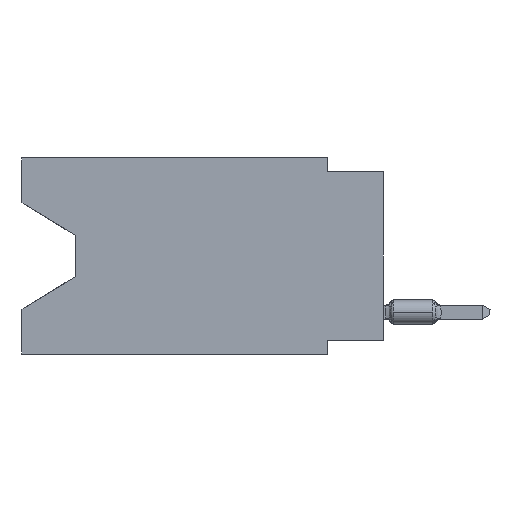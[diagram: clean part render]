
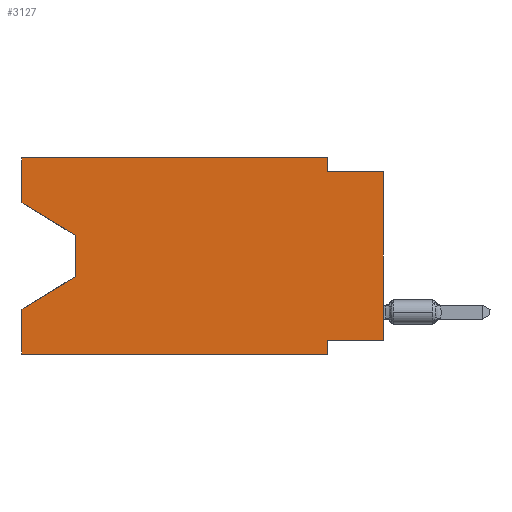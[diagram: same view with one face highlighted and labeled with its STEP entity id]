
A CAD part, left-side view. The second image highlights one B-rep face of the part: STEP entity #3127.
In plain terms, the highlighted planar face has unit normal (-1, 0, 0).
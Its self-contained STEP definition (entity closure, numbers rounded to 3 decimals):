
#57 = CARTESIAN_POINT ( 'NONE',  ( 0., 0., -0.635 ) ) ;
#1149 = EDGE_CURVE ( 'NONE', #34770, #42000, #43933, .T. ) ;
#1712 = VERTEX_POINT ( 'NONE', #3169 ) ;
#1910 = ORIENTED_EDGE ( 'NONE', *, *, #1149, .F. ) ;
#2148 = CARTESIAN_POINT ( 'NONE',  ( 0., 0., -8.255 ) ) ;
#2977 = DIRECTION ( 'NONE',  ( 1., 0., 0. ) ) ;
#3127 = ADVANCED_FACE ( 'NONE', ( #41815 ), #24148, .F. ) ;
#3169 = CARTESIAN_POINT ( 'NONE',  ( 0., 2.54, -0.635 ) ) ;
#3283 = EDGE_CURVE ( 'NONE', #5575, #1712, #31235, .T. ) ;
#4983 = VECTOR ( 'NONE', #15911, 1000. ) ;
#5575 = VERTEX_POINT ( 'NONE', #17246 ) ;
#5691 = CARTESIAN_POINT ( 'NONE',  ( 0., 16.383, 0. ) ) ;
#6261 = EDGE_CURVE ( 'NONE', #34268, #37291, #45614, .T. ) ;
#6267 = DIRECTION ( 'NONE',  ( 0., -1., 0. ) ) ;
#6856 = LINE ( 'NONE', #28246, #44580 ) ;
#6993 = ORIENTED_EDGE ( 'NONE', *, *, #11631, .T. ) ;
#6999 = DIRECTION ( 'NONE',  ( 0., 1., 0. ) ) ;
#7298 = ORIENTED_EDGE ( 'NONE', *, *, #6261, .T. ) ;
#7542 = ORIENTED_EDGE ( 'NONE', *, *, #38097, .F. ) ;
#8520 = VECTOR ( 'NONE', #28857, 1000. ) ;
#10059 = DIRECTION ( 'NONE',  ( 0., 0., -1. ) ) ;
#10068 = CARTESIAN_POINT ( 'NONE',  ( 0., 0., 0. ) ) ;
#11631 = EDGE_CURVE ( 'NONE', #15406, #34460, #31606, .T. ) ;
#13024 = VERTEX_POINT ( 'NONE', #45705 ) ;
#13609 = VERTEX_POINT ( 'NONE', #32424 ) ;
#13939 = CARTESIAN_POINT ( 'NONE',  ( 0., 16.383, -8.89 ) ) ;
#13953 = VECTOR ( 'NONE', #39749, 1000. ) ;
#14454 = ORIENTED_EDGE ( 'NONE', *, *, #34287, .F. ) ;
#15406 = VERTEX_POINT ( 'NONE', #32529 ) ;
#15541 = VECTOR ( 'NONE', #19902, 1000. ) ;
#15839 = ORIENTED_EDGE ( 'NONE', *, *, #3283, .F. ) ;
#15846 = DIRECTION ( 'NONE',  ( 0., 0., -1. ) ) ;
#15883 = EDGE_CURVE ( 'NONE', #13609, #16151, #32345, .T. ) ;
#15911 = DIRECTION ( 'NONE',  ( 0., 0., -1. ) ) ;
#16131 = ORIENTED_EDGE ( 'NONE', *, *, #27595, .F. ) ;
#16132 = LINE ( 'NONE', #22645, #4983 ) ;
#16151 = VERTEX_POINT ( 'NONE', #33955 ) ;
#16949 = ORIENTED_EDGE ( 'NONE', *, *, #29957, .F. ) ;
#17024 = CARTESIAN_POINT ( 'NONE',  ( 0., 0., -8.255 ) ) ;
#17142 = ORIENTED_EDGE ( 'NONE', *, *, #15883, .T. ) ;
#17246 = CARTESIAN_POINT ( 'NONE',  ( 0., 2.54, 0. ) ) ;
#18438 = VECTOR ( 'NONE', #26320, 1000. ) ;
#18633 = ORIENTED_EDGE ( 'NONE', *, *, #42188, .F. ) ;
#18889 = CARTESIAN_POINT ( 'NONE',  ( 0., 16.383, -2.038 ) ) ;
#19131 = LINE ( 'NONE', #33316, #18438 ) ;
#19902 = DIRECTION ( 'NONE',  ( 0., -1., 0. ) ) ;
#20260 = LINE ( 'NONE', #34654, #23098 ) ;
#20739 = CARTESIAN_POINT ( 'NONE',  ( 0., 13.97, -5.385 ) ) ;
#22645 = CARTESIAN_POINT ( 'NONE',  ( 0., 2.54, -8.89 ) ) ;
#23098 = VECTOR ( 'NONE', #15846, 1000. ) ;
#24148 = PLANE ( 'NONE',  #40738 ) ;
#24778 = VERTEX_POINT ( 'NONE', #43168 ) ;
#26320 = DIRECTION ( 'NONE',  ( 0., 0., 1. ) ) ;
#27595 = EDGE_CURVE ( 'NONE', #34268, #24778, #31650, .T. ) ;
#28246 = CARTESIAN_POINT ( 'NONE',  ( 0., 16.383, -2.038 ) ) ;
#28857 = DIRECTION ( 'NONE',  ( 0., 0.855, -0.519 ) ) ;
#29957 = EDGE_CURVE ( 'NONE', #42000, #5575, #33638, .T. ) ;
#30308 = DIRECTION ( 'NONE',  ( 0., 0., -1. ) ) ;
#31175 = EDGE_LOOP ( 'NONE', ( #44883, #38174, #17142, #7542, #6993, #14454, #16131, #7298, #18633, #15839, #16949, #1910 ) ) ;
#31235 = LINE ( 'NONE', #34729, #33457 ) ;
#31329 = EDGE_CURVE ( 'NONE', #34770, #13024, #6856, .T. ) ;
#31606 = LINE ( 'NONE', #13939, #39195 ) ;
#31650 = LINE ( 'NONE', #17024, #45174 ) ;
#31824 = VECTOR ( 'NONE', #39599, 1000. ) ;
#31937 = LINE ( 'NONE', #57, #31824 ) ;
#31949 = EDGE_CURVE ( 'NONE', #13024, #13609, #20260, .T. ) ;
#32345 = LINE ( 'NONE', #20739, #8520 ) ;
#32424 = CARTESIAN_POINT ( 'NONE',  ( 0., 13.97, -5.385 ) ) ;
#32529 = CARTESIAN_POINT ( 'NONE',  ( 0., 16.383, -8.89 ) ) ;
#33316 = CARTESIAN_POINT ( 'NONE',  ( 0., 16.383, 0. ) ) ;
#33457 = VECTOR ( 'NONE', #10059, 1000. ) ;
#33497 = CARTESIAN_POINT ( 'NONE',  ( 0., 16.383, 0. ) ) ;
#33638 = LINE ( 'NONE', #5691, #15541 ) ;
#33955 = CARTESIAN_POINT ( 'NONE',  ( 0., 16.383, -6.852 ) ) ;
#34268 = VERTEX_POINT ( 'NONE', #2148 ) ;
#34287 = EDGE_CURVE ( 'NONE', #24778, #34460, #16132, .T. ) ;
#34460 = VERTEX_POINT ( 'NONE', #42368 ) ;
#34654 = CARTESIAN_POINT ( 'NONE',  ( 0., 13.97, -3.505 ) ) ;
#34729 = CARTESIAN_POINT ( 'NONE',  ( 0., 2.54, 0. ) ) ;
#34770 = VERTEX_POINT ( 'NONE', #18889 ) ;
#34844 = CARTESIAN_POINT ( 'NONE',  ( 0., 16.383, 0. ) ) ;
#35213 = CARTESIAN_POINT ( 'NONE',  ( 0., 16.383, 0. ) ) ;
#37291 = VERTEX_POINT ( 'NONE', #39977 ) ;
#38097 = EDGE_CURVE ( 'NONE', #15406, #16151, #19131, .T. ) ;
#38174 = ORIENTED_EDGE ( 'NONE', *, *, #31949, .T. ) ;
#39195 = VECTOR ( 'NONE', #6267, 1000. ) ;
#39599 = DIRECTION ( 'NONE',  ( 0., -1., 0. ) ) ;
#39749 = DIRECTION ( 'NONE',  ( 0., 0., 1. ) ) ;
#39977 = CARTESIAN_POINT ( 'NONE',  ( 0., 0., -0.635 ) ) ;
#40738 = AXIS2_PLACEMENT_3D ( 'NONE', #34844, #2977, #30308 ) ;
#40841 = DIRECTION ( 'NONE',  ( 0., 0., 1. ) ) ;
#41815 = FACE_OUTER_BOUND ( 'NONE', #31175, .T. ) ;
#42000 = VERTEX_POINT ( 'NONE', #35213 ) ;
#42188 = EDGE_CURVE ( 'NONE', #1712, #37291, #31937, .T. ) ;
#42368 = CARTESIAN_POINT ( 'NONE',  ( 0., 2.54, -8.89 ) ) ;
#42421 = DIRECTION ( 'NONE',  ( 0., -0.855, -0.519 ) ) ;
#43168 = CARTESIAN_POINT ( 'NONE',  ( 0., 2.54, -8.255 ) ) ;
#43933 = LINE ( 'NONE', #33497, #13953 ) ;
#44580 = VECTOR ( 'NONE', #42421, 1000. ) ;
#44721 = VECTOR ( 'NONE', #40841, 1000. ) ;
#44883 = ORIENTED_EDGE ( 'NONE', *, *, #31329, .T. ) ;
#45174 = VECTOR ( 'NONE', #6999, 1000. ) ;
#45614 = LINE ( 'NONE', #10068, #44721 ) ;
#45705 = CARTESIAN_POINT ( 'NONE',  ( 0., 13.97, -3.505 ) ) ;
